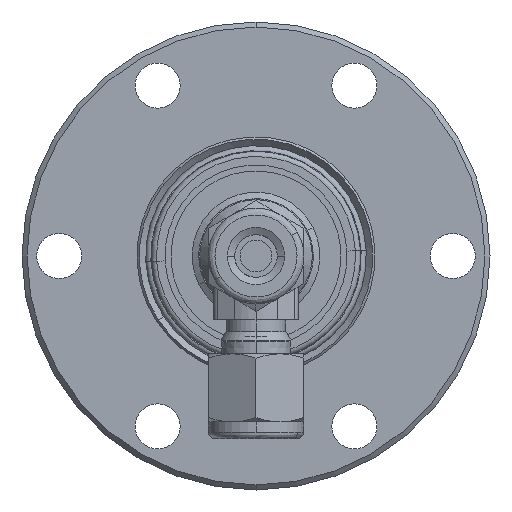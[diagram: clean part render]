
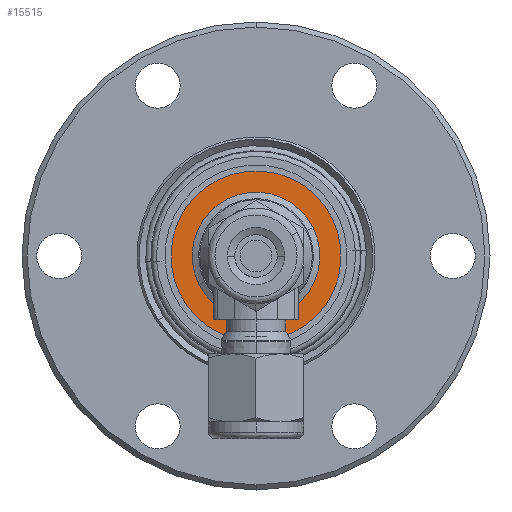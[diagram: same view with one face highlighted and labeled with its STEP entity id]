
A CAD part, front view. The second image highlights one B-rep face of the part: STEP entity #15515.
In plain terms, the highlighted planar face has unit normal (0, -1, 0).
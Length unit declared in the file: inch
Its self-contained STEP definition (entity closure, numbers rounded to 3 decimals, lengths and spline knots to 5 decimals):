
#1348 = EDGE_CURVE ( 'NONE', #4587, #4717, #8934, .T. ) ;
#1539 = AXIS2_PLACEMENT_3D ( 'NONE', #9426, #9427, #9428 ) ;
#2073 = CARTESIAN_POINT ( 'NONE',  ( 0., -3.53712, 0. ) ) ;
#2074 = DIRECTION ( 'NONE',  ( 0., 1., 0. ) ) ;
#2075 = DIRECTION ( 'NONE',  ( -1., 0., 0. ) ) ;
#4587 = VERTEX_POINT ( 'NONE', #14920 ) ;
#4717 = VERTEX_POINT ( 'NONE', #14995 ) ;
#4761 = VERTEX_POINT ( 'NONE', #15020 ) ;
#4998 = VERTEX_POINT ( 'NONE', #15222 ) ;
#5752 = CIRCLE ( 'NONE', #10964, 0.5 ) ;
#5775 = CIRCLE ( 'NONE', #10972, 0.375 ) ;
#6780 = CARTESIAN_POINT ( 'NONE',  ( 0., -3.53712, 0. ) ) ;
#6781 = DIRECTION ( 'NONE',  ( 0., 1., 0. ) ) ;
#6782 = DIRECTION ( 'NONE',  ( 0.896, 0., 0.445 ) ) ;
#6808 = CARTESIAN_POINT ( 'NONE',  ( 0., -3.53712, 0. ) ) ;
#6809 = DIRECTION ( 'NONE',  ( 0., 1., 0. ) ) ;
#6810 = DIRECTION ( 'NONE',  ( -1., 0., 0. ) ) ;
#8456 = EDGE_CURVE ( 'NONE', #4998, #4761, #9646, .T. ) ;
#8646 = FACE_OUTER_BOUND ( 'NONE', #10417, .T. ) ;
#8667 = FACE_BOUND ( 'NONE', #10627, .T. ) ;
#8934 = CIRCLE ( 'NONE', #1539, 0.5 ) ;
#9426 = CARTESIAN_POINT ( 'NONE',  ( 0., -3.53712, 0. ) ) ;
#9427 = DIRECTION ( 'NONE',  ( 0., 1., 0. ) ) ;
#9428 = DIRECTION ( 'NONE',  ( 0.896, 0., 0.445 ) ) ;
#9646 = CIRCLE ( 'NONE', #12029, 0.375 ) ;
#10188 = ORIENTED_EDGE ( 'NONE', *, *, #8456, .T. ) ;
#10417 = EDGE_LOOP ( 'NONE', ( #10731, #10485 ) ) ;
#10485 = ORIENTED_EDGE ( 'NONE', *, *, #1348, .F. ) ;
#10549 = ORIENTED_EDGE ( 'NONE', *, *, #14019, .T. ) ;
#10627 = EDGE_LOOP ( 'NONE', ( #10549, #10188 ) ) ;
#10731 = ORIENTED_EDGE ( 'NONE', *, *, #14009, .F. ) ;
#10964 = AXIS2_PLACEMENT_3D ( 'NONE', #6780, #6781, #6782 ) ;
#10972 = AXIS2_PLACEMENT_3D ( 'NONE', #6808, #6809, #6810 ) ;
#11178 = AXIS2_PLACEMENT_3D ( 'NONE', #12083, #12088, #12089 ) ;
#12029 = AXIS2_PLACEMENT_3D ( 'NONE', #2073, #2074, #2075 ) ;
#12083 = CARTESIAN_POINT ( 'NONE',  ( 0., -3.53712, 0. ) ) ;
#12086 = PLANE ( 'NONE',  #11178 ) ;
#12088 = DIRECTION ( 'NONE',  ( 0., 1., 0. ) ) ;
#12089 = DIRECTION ( 'NONE',  ( 0.896, 0., 0.445 ) ) ;
#14009 = EDGE_CURVE ( 'NONE', #4717, #4587, #5752, .T. ) ;
#14019 = EDGE_CURVE ( 'NONE', #4761, #4998, #5775, .T. ) ;
#14920 = CARTESIAN_POINT ( 'NONE',  ( 0.44777, -3.53712, 0.22248 ) ) ;
#14995 = CARTESIAN_POINT ( 'NONE',  ( -0.44777, -3.53712, -0.22248 ) ) ;
#15020 = CARTESIAN_POINT ( 'NONE',  ( -0.33583, -3.53712, -0.16686 ) ) ;
#15222 = CARTESIAN_POINT ( 'NONE',  ( 0.33583, -3.53712, 0.16686 ) ) ;
#15515 = ADVANCED_FACE ( 'NONE', ( #8646, #8667 ), #12086, .F. ) ;
